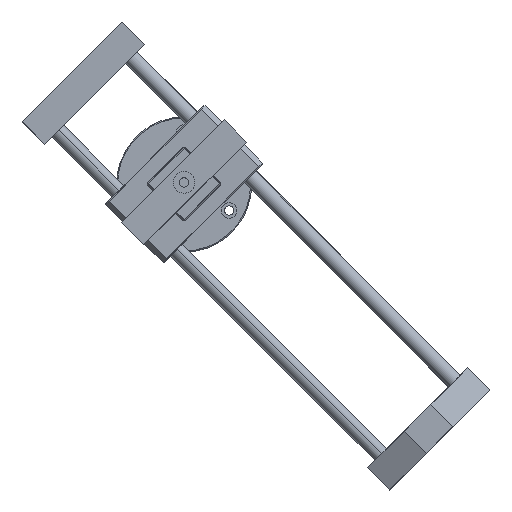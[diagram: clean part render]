
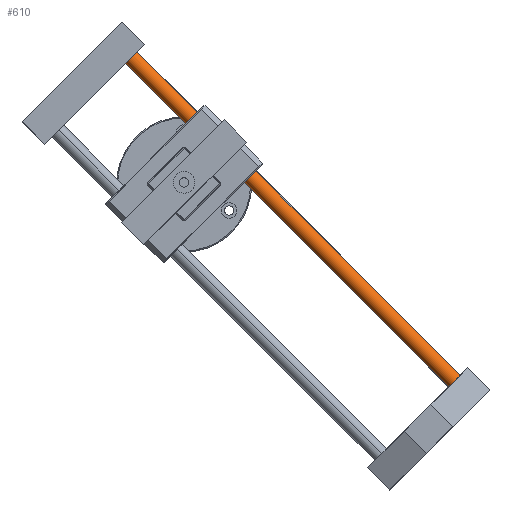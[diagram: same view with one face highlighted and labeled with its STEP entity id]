
A CAD part, top view. The second image highlights one B-rep face of the part: STEP entity #610.
In plain terms, the highlighted cylindrical face has radius 8 mm (diameter 16 mm), a partial arc.
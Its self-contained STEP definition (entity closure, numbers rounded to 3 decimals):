
#164 = DIRECTION ( 'NONE',  ( 1., 0., 0. ) ) ;
#225 = VECTOR ( 'NONE', #2835, 1000. ) ;
#278 = DIRECTION ( 'NONE',  ( 0., 0., 1. ) ) ;
#320 = CARTESIAN_POINT ( 'NONE',  ( 0., 0., 500. ) ) ;
#610 = ADVANCED_FACE ( 'NONE', ( #2656 ), #4551, .T. ) ;
#702 = AXIS2_PLACEMENT_3D ( 'NONE', #2495, #278, #164 ) ;
#989 = EDGE_CURVE ( 'NONE', #3740, #3553, #2559, .T. ) ;
#1221 = ORIENTED_EDGE ( 'NONE', *, *, #989, .F. ) ;
#1446 = EDGE_CURVE ( 'NONE', #5823, #3553, #2081, .T. ) ;
#1589 = CARTESIAN_POINT ( 'NONE',  ( 8., 0., 0. ) ) ;
#1876 = CARTESIAN_POINT ( 'NONE',  ( 0., 0., 500. ) ) ;
#2081 = CIRCLE ( 'NONE', #702, 8. ) ;
#2082 = VERTEX_POINT ( 'NONE', #5296 ) ;
#2132 = CARTESIAN_POINT ( 'NONE',  ( 8., 0., 500. ) ) ;
#2495 = CARTESIAN_POINT ( 'NONE',  ( 0., 0., 0. ) ) ;
#2503 = EDGE_LOOP ( 'NONE', ( #1221, #3445, #4098, #2844 ) ) ;
#2532 = EDGE_CURVE ( 'NONE', #2082, #5823, #3198, .T. ) ;
#2559 = LINE ( 'NONE', #2132, #3219 ) ;
#2656 = FACE_OUTER_BOUND ( 'NONE', #2503, .T. ) ;
#2835 = DIRECTION ( 'NONE',  ( 0., 0., -1. ) ) ;
#2844 = ORIENTED_EDGE ( 'NONE', *, *, #1446, .T. ) ;
#3198 = LINE ( 'NONE', #5127, #225 ) ;
#3219 = VECTOR ( 'NONE', #3998, 1000. ) ;
#3445 = ORIENTED_EDGE ( 'NONE', *, *, #5979, .F. ) ;
#3553 = VERTEX_POINT ( 'NONE', #1589 ) ;
#3740 = VERTEX_POINT ( 'NONE', #4095 ) ;
#3767 = DIRECTION ( 'NONE',  ( 0., 0., 1. ) ) ;
#3918 = AXIS2_PLACEMENT_3D ( 'NONE', #320, #5513, #4903 ) ;
#3998 = DIRECTION ( 'NONE',  ( 0., 0., -1. ) ) ;
#4095 = CARTESIAN_POINT ( 'NONE',  ( 8., 0., 500. ) ) ;
#4098 = ORIENTED_EDGE ( 'NONE', *, *, #2532, .T. ) ;
#4551 = CYLINDRICAL_SURFACE ( 'NONE', #3918, 8. ) ;
#4867 = AXIS2_PLACEMENT_3D ( 'NONE', #1876, #3767, #5194 ) ;
#4903 = DIRECTION ( 'NONE',  ( -1., 0., 0. ) ) ;
#5057 = CIRCLE ( 'NONE', #4867, 8. ) ;
#5127 = CARTESIAN_POINT ( 'NONE',  ( -8., 0., 500. ) ) ;
#5194 = DIRECTION ( 'NONE',  ( 1., 0., 0. ) ) ;
#5296 = CARTESIAN_POINT ( 'NONE',  ( -8., 0., 500. ) ) ;
#5513 = DIRECTION ( 'NONE',  ( 0., 0., -1. ) ) ;
#5823 = VERTEX_POINT ( 'NONE', #5991 ) ;
#5979 = EDGE_CURVE ( 'NONE', #2082, #3740, #5057, .T. ) ;
#5991 = CARTESIAN_POINT ( 'NONE',  ( -8., 0., 0. ) ) ;
